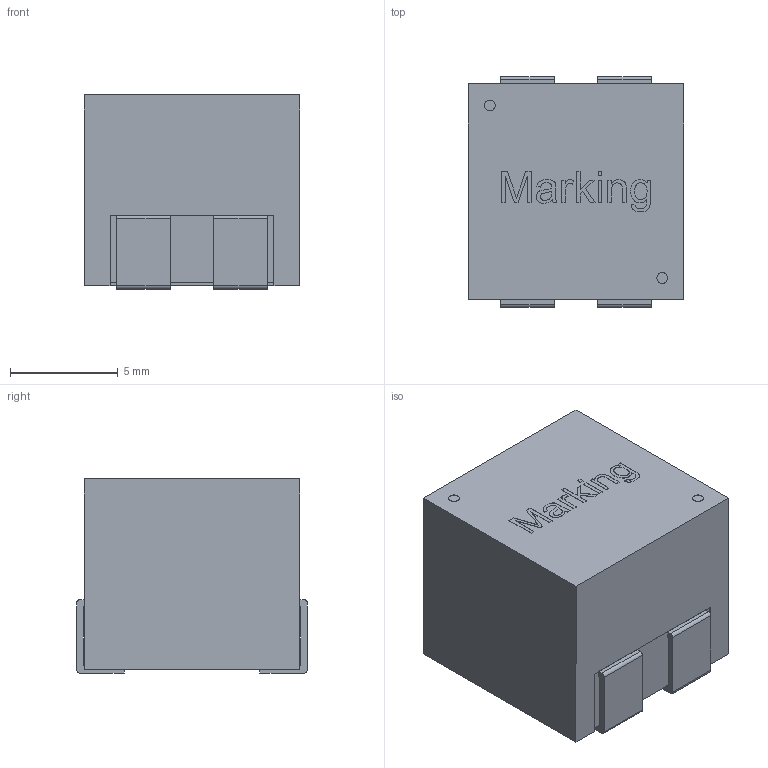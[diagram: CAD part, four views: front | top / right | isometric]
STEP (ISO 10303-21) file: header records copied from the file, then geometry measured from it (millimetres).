
FILE_DESCRIPTION(/* description */ ('Unknown'),/* implementation_level */ '2;1');
FILE_NAME(/* name */ 'L_Wurth_WE-MCRI-1090',/* time_stamp */ '2025-06-04T13:40:18+08:00',/* author */ ('Unknown'),/* organization */ ('Unknown'),/* preprocessor_version */ 'ST-DEVELOPER v19.4',/* originating_system */ 'Solid Edge',/* authorisation */ 'Unknown');
FILE_SCHEMA (('AUTOMOTIVE_DESIGN {1 0 10303 214 3 1 1}'));
Length unit declared in the file: millimetre
Products named in the file (2): L_Wurth_WE-MCRI-1090
Assembly tree (1 placements, depth 2):
  L_Wurth_WE-MCRI-1090
    L_Wurth_WE-MCRI-1090
Bounding box: 10 x 10.7 x 9 mm (x, y, z)
Volume: 892.3 mm3; surface area: 644.1 mm2
Topology: 1 solids, 1 shells, 142 faces, 384 edges, 256 vertices
Faces by surface type: plane 108, cylinder 19, bspline 15
Full cylindrical faces by diameter (mm): 0.5 x2
Entity records: 6069 total; most frequent: CARTESIAN_POINT 1720, ORIENTED_EDGE 762, DIRECTION 549, EDGE_CURVE 381, VERTEX_POINT 256, LINE 219, VECTOR 219, AXIS2_PLACEMENT_3D 165
